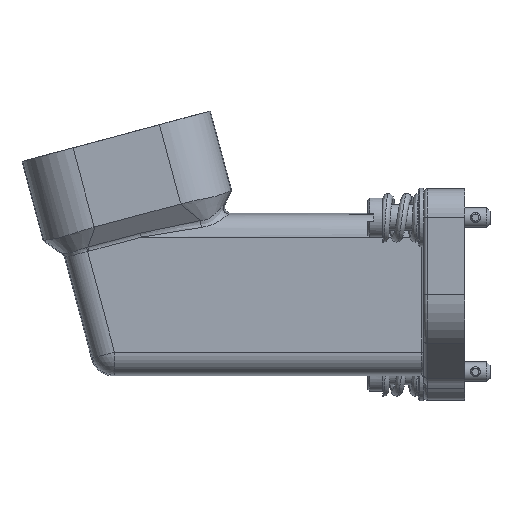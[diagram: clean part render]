
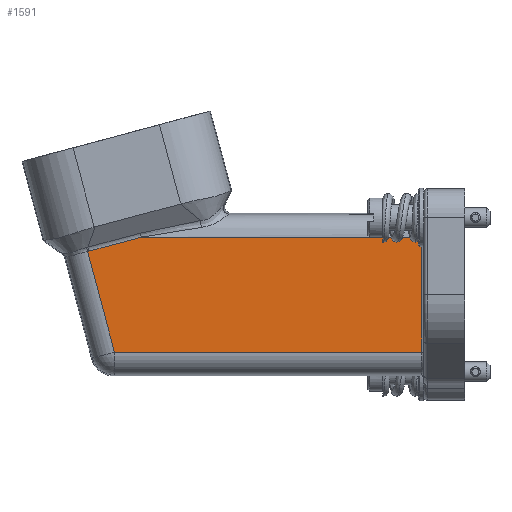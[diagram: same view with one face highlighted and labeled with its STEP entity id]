
A CAD part, left-side view. The second image highlights one B-rep face of the part: STEP entity #1591.
In plain terms, the highlighted planar face has unit normal (-1, 0, 0).
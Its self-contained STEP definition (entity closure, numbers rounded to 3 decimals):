
#406=PLANE('',#7072);
#678=LINE('',#11373,#1125);
#723=LINE('',#12027,#1170);
#725=LINE('',#12039,#1172);
#756=LINE('',#12781,#1203);
#758=LINE('',#12857,#1205);
#1125=VECTOR('',#7966,1.);
#1170=VECTOR('',#8143,1.);
#1172=VECTOR('',#8157,1.);
#1203=VECTOR('',#8290,1.);
#1205=VECTOR('',#8300,1.);
#1591=ADVANCED_FACE('',(#2038),#406,.F.);
#2038=FACE_OUTER_BOUND('',#2438,.T.);
#2438=EDGE_LOOP('',(#3768,#3769,#3770,#3771,#3772,#3773));
#2794=B_SPLINE_CURVE_WITH_KNOTS('',3,(#12859,#12860,#12861,#12862,#12863,
#12864),.UNSPECIFIED.,.F.,.F.,(4,1,1,4),(0.,0.333,0.667,
1.),.UNSPECIFIED.);
#3768=ORIENTED_EDGE('',*,*,#5950,.F.);
#3769=ORIENTED_EDGE('',*,*,#5734,.F.);
#3770=ORIENTED_EDGE('',*,*,#5845,.T.);
#3771=ORIENTED_EDGE('',*,*,#5851,.T.);
#3772=ORIENTED_EDGE('',*,*,#5943,.T.);
#3773=ORIENTED_EDGE('',*,*,#5949,.F.);
#5032=VERTEX_POINT('',#11266);
#5036=VERTEX_POINT('',#11372);
#5107=VERTEX_POINT('',#12028);
#5110=VERTEX_POINT('',#12038);
#5165=VERTEX_POINT('',#12780);
#5168=VERTEX_POINT('',#12856);
#5734=EDGE_CURVE('',#5036,#5032,#678,.T.);
#5845=EDGE_CURVE('',#5036,#5107,#723,.T.);
#5851=EDGE_CURVE('',#5107,#5110,#725,.T.);
#5943=EDGE_CURVE('',#5110,#5165,#756,.T.);
#5949=EDGE_CURVE('',#5168,#5165,#758,.T.);
#5950=EDGE_CURVE('',#5032,#5168,#2794,.T.);
#7072=AXIS2_PLACEMENT_3D('',#12865,#8303,#8304);
#7966=DIRECTION('',(0.,0.259,0.966));
#8143=DIRECTION('',(0.,-1.,0.));
#8157=DIRECTION('',(0.,0.,1.));
#8290=DIRECTION('',(0.,1.,0.));
#8300=DIRECTION('',(0.,-0.966,0.259));
#8303=DIRECTION('',(1.,0.,0.));
#8304=DIRECTION('',(0.,0.,1.));
#11266=CARTESIAN_POINT('',(-49.292,53.96,30.293));
#11372=CARTESIAN_POINT('',(-49.292,49.813,14.819));
#11373=CARTESIAN_POINT('',(-49.292,49.813,14.819));
#12027=CARTESIAN_POINT('',(-49.292,49.813,14.819));
#12028=CARTESIAN_POINT('',(-49.292,2.55,14.819));
#12038=CARTESIAN_POINT('',(-49.292,2.55,32.504));
#12039=CARTESIAN_POINT('',(-49.292,2.55,14.819));
#12780=CARTESIAN_POINT('',(-49.292,45.688,32.504));
#12781=CARTESIAN_POINT('',(-49.292,2.55,32.504));
#12856=CARTESIAN_POINT('',(-49.292,53.752,30.343));
#12857=CARTESIAN_POINT('',(-49.292,53.752,30.343));
#12859=CARTESIAN_POINT('',(-49.292,53.96,30.293));
#12860=CARTESIAN_POINT('',(-49.292,53.936,30.298));
#12861=CARTESIAN_POINT('',(-49.292,53.89,30.308));
#12862=CARTESIAN_POINT('',(-49.292,53.821,30.325));
#12863=CARTESIAN_POINT('',(-49.292,53.775,30.337));
#12864=CARTESIAN_POINT('',(-49.292,53.752,30.343));
#12865=CARTESIAN_POINT('',(-49.292,28.255,23.662));
